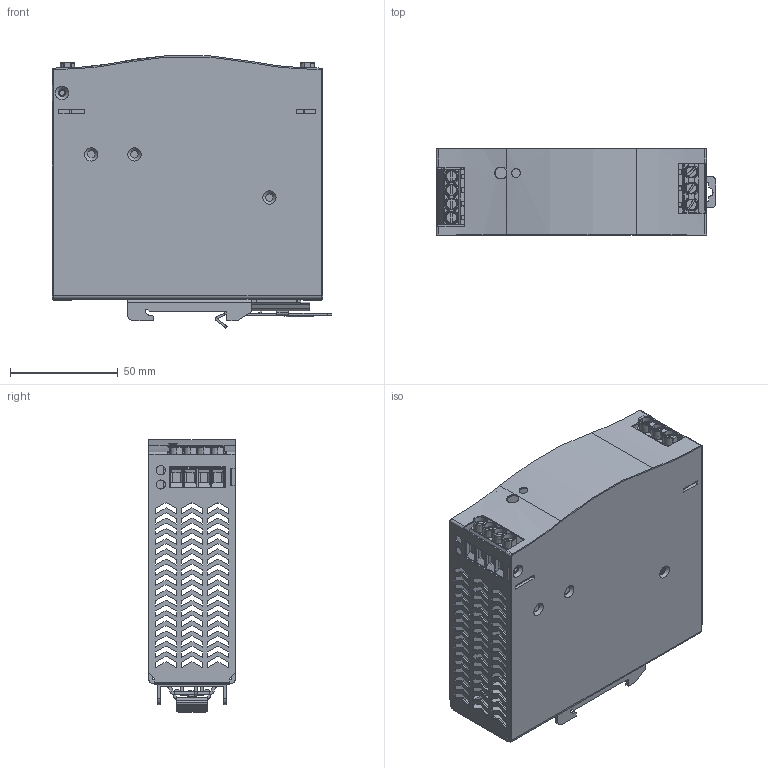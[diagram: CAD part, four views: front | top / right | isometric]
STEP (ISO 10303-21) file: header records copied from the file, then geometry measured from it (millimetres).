
FILE_DESCRIPTION(/* description */ (''),/* implementation_level */ '2;1');
FILE_NAME(/* name */ 'MQR120&150.stp',/* time_stamp */ '2023-07-21T14:53:43+08:00',/* author */ (''),/* organization */ (''),/* preprocessor_version */ 'ST-DEVELOPER v19.3',/* originating_system */ 'SIEMENS PLM Software NX2212.3001',/* authorisation */ '');
FILE_SCHEMA (('AP203_CONFIGURATION_CONTROLLED_3D_DESIGN_OF_MECHANICAL_PARTS_AND_ASSEMBLIES_MIM_LF { 1 0 10303 403 2 1 2}'));
Products named in the file (8): A04SJKK00000009; A04WJAZP0000010; A01J1DZP0000087; A01J1DZP0000088; A04WJJSK0000054; A04WJJSK0000055; MQR120&150-A01安装片装配; MQR120&150
Assembly tree (7 placements, depth 3):
  MQR120&150
    A04WJJSK0000055
    A04WJJSK0000054
    MQR120&150-A01安装片装配
      A04WJAZP0000010
      A04SJKK00000009
    A01J1DZP0000088
    A01J1DZP0000087
Bounding box: 129.53 x 40 x 126.16 mm (x, y, z)
Volume: 67334.2 mm3; surface area: 103309.9 mm2
Topology: 6 solids, 19 shells, 2032 faces, 5783 edges, 3780 vertices
Faces by surface type: plane 1368, cylinder 406, torus 137, cone 84, bspline 16, sphere 15, extrusion 3, revolution 3
Full cylindrical faces by diameter (mm): 2.5 x7, 3.5 x12, 3.6 x2, 4.2 x4
Entity records: 70823 total; most frequent: CARTESIAN_POINT 17872, ORIENTED_EDGE 11426, DIRECTION 9783, EDGE_CURVE 5713, VECTOR 4014, LINE 4011, VERTEX_POINT 3774, AXIS2_PLACEMENT_3D 2883
